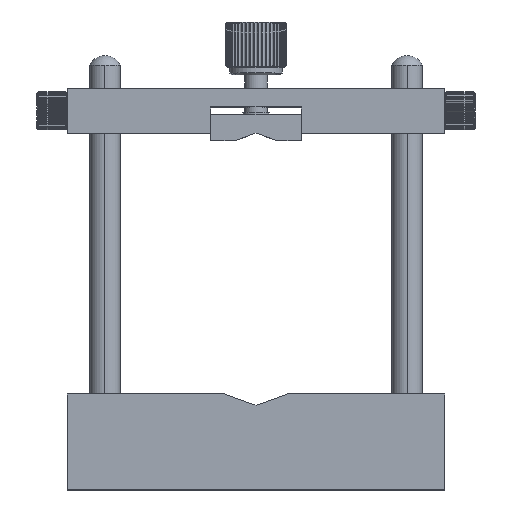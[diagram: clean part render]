
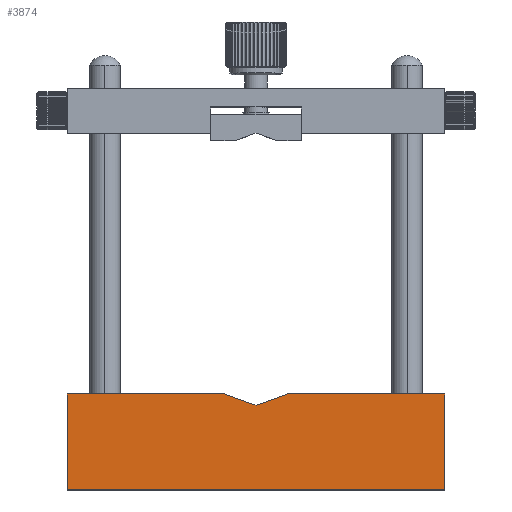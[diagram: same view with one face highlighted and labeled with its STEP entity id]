
A CAD part, top view. The second image highlights one B-rep face of the part: STEP entity #3874.
In plain terms, the highlighted planar face has unit normal (0, 0, 1).
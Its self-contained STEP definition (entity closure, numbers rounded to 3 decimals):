
#404 = EDGE_CURVE ( 'NONE', #27079, #1324, #21320, .T. ) ;
#629 = CARTESIAN_POINT ( 'NONE',  ( 50., 25.4, 6.35 ) ) ;
#1169 = EDGE_CURVE ( 'NONE', #24409, #27079, #12686, .T. ) ;
#1324 = VERTEX_POINT ( 'NONE', #15596 ) ;
#1503 = EDGE_CURVE ( 'NONE', #24409, #13237, #28190, .T. ) ;
#2840 = ORIENTED_EDGE ( 'NONE', *, *, #1503, .F. ) ;
#3874 = ADVANCED_FACE ( 'NONE', ( #16476 ), #9636, .F. ) ;
#4937 = DIRECTION ( 'NONE',  ( -1., 0., 0. ) ) ;
#5518 = VECTOR ( 'NONE', #6207, 1000. ) ;
#5530 = CARTESIAN_POINT ( 'NONE',  ( -50., 25.4, 6.35 ) ) ;
#6091 = ORIENTED_EDGE ( 'NONE', *, *, #404, .T. ) ;
#6180 = EDGE_CURVE ( 'NONE', #26955, #22651, #17053, .T. ) ;
#6207 = DIRECTION ( 'NONE',  ( 1., 0., 0. ) ) ;
#7929 = CARTESIAN_POINT ( 'NONE',  ( 0., 22.4, 6.35 ) ) ;
#8559 = CARTESIAN_POINT ( 'NONE',  ( 8.242, 25.4, 6.35 ) ) ;
#8611 = CARTESIAN_POINT ( 'NONE',  ( -50., 0., 6.35 ) ) ;
#8793 = CARTESIAN_POINT ( 'NONE',  ( -8.242, 25.4, 6.35 ) ) ;
#8878 = EDGE_LOOP ( 'NONE', ( #26757, #27221, #16703, #2840, #9345, #6091, #12466 ) ) ;
#9345 = ORIENTED_EDGE ( 'NONE', *, *, #1169, .T. ) ;
#9636 = PLANE ( 'NONE',  #24941 ) ;
#10364 = CARTESIAN_POINT ( 'NONE',  ( -50., 25.4, 6.35 ) ) ;
#11331 = CARTESIAN_POINT ( 'NONE',  ( -50., 25.4, 6.35 ) ) ;
#11363 = VECTOR ( 'NONE', #12557, 1000. ) ;
#12466 = ORIENTED_EDGE ( 'NONE', *, *, #15695, .F. ) ;
#12546 = DIRECTION ( 'NONE',  ( -0.94, -0.342, 0. ) ) ;
#12557 = DIRECTION ( 'NONE',  ( 1., 0., 0. ) ) ;
#12686 = LINE ( 'NONE', #11331, #14098 ) ;
#12828 = CARTESIAN_POINT ( 'NONE',  ( 50., 25.4, 6.35 ) ) ;
#13237 = VERTEX_POINT ( 'NONE', #8793 ) ;
#13352 = DIRECTION ( 'NONE',  ( -0.94, 0.342, 0. ) ) ;
#14098 = VECTOR ( 'NONE', #22659, 1000. ) ;
#14296 = VECTOR ( 'NONE', #14673, 1000. ) ;
#14673 = DIRECTION ( 'NONE',  ( 1., 0., 0. ) ) ;
#14689 = CARTESIAN_POINT ( 'NONE',  ( 0., 22.4, 6.35 ) ) ;
#15596 = CARTESIAN_POINT ( 'NONE',  ( 50., 0., 6.35 ) ) ;
#15695 = EDGE_CURVE ( 'NONE', #22651, #1324, #23826, .T. ) ;
#16476 = FACE_OUTER_BOUND ( 'NONE', #8878, .T. ) ;
#16703 = ORIENTED_EDGE ( 'NONE', *, *, #22395, .T. ) ;
#17053 = LINE ( 'NONE', #5530, #14296 ) ;
#17732 = EDGE_CURVE ( 'NONE', #26955, #17734, #27260, .T. ) ;
#17734 = VERTEX_POINT ( 'NONE', #7929 ) ;
#17788 = CARTESIAN_POINT ( 'NONE',  ( -50., 25.4, 6.35 ) ) ;
#18332 = VECTOR ( 'NONE', #13352, 1000. ) ;
#19342 = LINE ( 'NONE', #22387, #18332 ) ;
#20552 = DIRECTION ( 'NONE',  ( 0., 0., -1. ) ) ;
#21320 = LINE ( 'NONE', #8611, #5518 ) ;
#22387 = CARTESIAN_POINT ( 'NONE',  ( 0., 22.4, 6.35 ) ) ;
#22395 = EDGE_CURVE ( 'NONE', #17734, #13237, #19342, .T. ) ;
#22651 = VERTEX_POINT ( 'NONE', #12828 ) ;
#22659 = DIRECTION ( 'NONE',  ( 0., -1., 0. ) ) ;
#23096 = VECTOR ( 'NONE', #12546, 1000. ) ;
#23826 = LINE ( 'NONE', #629, #25926 ) ;
#24409 = VERTEX_POINT ( 'NONE', #17788 ) ;
#24729 = DIRECTION ( 'NONE',  ( 0., -1., 0. ) ) ;
#24941 = AXIS2_PLACEMENT_3D ( 'NONE', #26815, #20552, #4937 ) ;
#25240 = CARTESIAN_POINT ( 'NONE',  ( -50., 0., 6.35 ) ) ;
#25926 = VECTOR ( 'NONE', #24729, 1000. ) ;
#26757 = ORIENTED_EDGE ( 'NONE', *, *, #6180, .F. ) ;
#26815 = CARTESIAN_POINT ( 'NONE',  ( -50., 25.4, 6.35 ) ) ;
#26955 = VERTEX_POINT ( 'NONE', #8559 ) ;
#27079 = VERTEX_POINT ( 'NONE', #25240 ) ;
#27221 = ORIENTED_EDGE ( 'NONE', *, *, #17732, .T. ) ;
#27260 = LINE ( 'NONE', #14689, #23096 ) ;
#28190 = LINE ( 'NONE', #10364, #11363 ) ;
